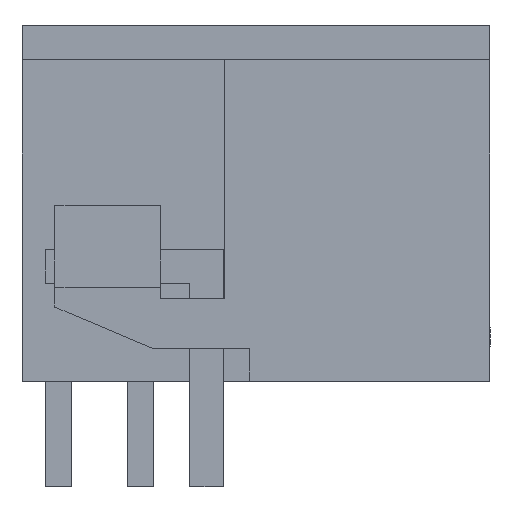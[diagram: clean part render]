
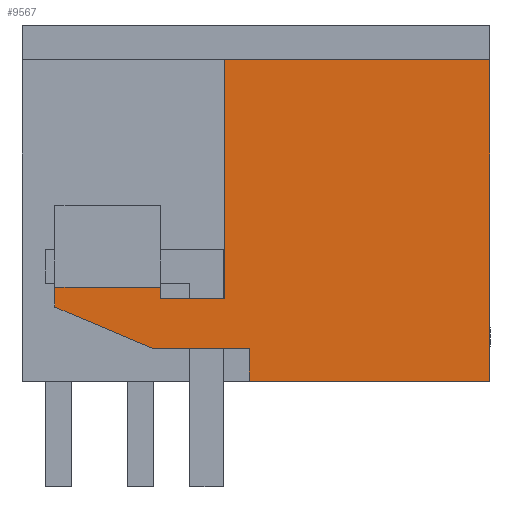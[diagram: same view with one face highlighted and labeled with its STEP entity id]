
A CAD part, left-side view. The second image highlights one B-rep face of the part: STEP entity #9567.
In plain terms, the highlighted planar face has unit normal (-1, 0, 0).
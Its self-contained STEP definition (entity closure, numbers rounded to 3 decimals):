
#9505=AXIS2_PLACEMENT_3D('Plane Axis2P3D',#9502,#9503,#9504) ;
#5101=CARTESIAN_POINT('Vertex',(0.,0.,12.95)) ;
#5104=CARTESIAN_POINT('Line Origine',(0.,0.,8.075)) ;
#5108=CARTESIAN_POINT('Vertex',(0.,0.,3.2)) ;
#8998=CARTESIAN_POINT('Line Origine',(0.,3.65,3.2)) ;
#9002=CARTESIAN_POINT('Vertex',(0.,7.3,3.2)) ;
#9145=CARTESIAN_POINT('Vertex',(0.,8.05,12.95)) ;
#9148=CARTESIAN_POINT('Line Origine',(0.,4.025,12.95)) ;
#9486=CARTESIAN_POINT('Vertex',(0.,7.3,4.197)) ;
#9489=CARTESIAN_POINT('Line Origine',(0.,7.3,3.698)) ;
#9502=CARTESIAN_POINT('Axis2P3D Location',(0.,0.,12.95)) ;
#9507=CARTESIAN_POINT('Line Origine',(0.,8.05,9.325)) ;
#9511=CARTESIAN_POINT('Vertex',(0.,8.05,5.7)) ;
#9514=CARTESIAN_POINT('Line Origine',(0.,9.025,5.7)) ;
#9518=CARTESIAN_POINT('Vertex',(0.,10.,5.7)) ;
#9521=CARTESIAN_POINT('Line Origine',(0.,10.,5.875)) ;
#9525=CARTESIAN_POINT('Vertex',(0.,10.,6.05)) ;
#9528=CARTESIAN_POINT('Line Origine',(0.,11.6,6.05)) ;
#9532=CARTESIAN_POINT('Vertex',(0.,13.2,6.05)) ;
#9535=CARTESIAN_POINT('Line Origine',(0.,13.2,5.75)) ;
#9539=CARTESIAN_POINT('Vertex',(0.,13.2,5.45)) ;
#9542=CARTESIAN_POINT('Line Origine',(0.,11.721,4.823)) ;
#9546=CARTESIAN_POINT('Vertex',(0.,10.242,4.197)) ;
#9549=CARTESIAN_POINT('Line Origine',(0.,8.771,4.197)) ;
#5105=DIRECTION('Vector Direction',(0.,0.,-1.)) ;
#8999=DIRECTION('Vector Direction',(0.,1.,0.)) ;
#9149=DIRECTION('Vector Direction',(0.,1.,0.)) ;
#9490=DIRECTION('Vector Direction',(0.,0.,-1.)) ;
#9503=DIRECTION('Axis2P3D Direction',(1.,0.,0.)) ;
#9504=DIRECTION('Axis2P3D XDirection',(0.,0.,-1.)) ;
#9508=DIRECTION('Vector Direction',(0.,0.,1.)) ;
#9515=DIRECTION('Vector Direction',(0.,-1.,0.)) ;
#9522=DIRECTION('Vector Direction',(0.,0.,1.)) ;
#9529=DIRECTION('Vector Direction',(0.,1.,0.)) ;
#9536=DIRECTION('Vector Direction',(0.,0.,-1.)) ;
#9543=DIRECTION('Vector Direction',(0.,0.921,0.39)) ;
#9550=DIRECTION('Vector Direction',(0.,-1.,0.)) ;
#5106=VECTOR('Line Direction',#5105,1.) ;
#9000=VECTOR('Line Direction',#8999,1.) ;
#9150=VECTOR('Line Direction',#9149,1.) ;
#9491=VECTOR('Line Direction',#9490,1.) ;
#9509=VECTOR('Line Direction',#9508,1.) ;
#9516=VECTOR('Line Direction',#9515,1.) ;
#9523=VECTOR('Line Direction',#9522,1.) ;
#9530=VECTOR('Line Direction',#9529,1.) ;
#9537=VECTOR('Line Direction',#9536,1.) ;
#9544=VECTOR('Line Direction',#9543,1.) ;
#9551=VECTOR('Line Direction',#9550,1.) ;
#9555=ORIENTED_EDGE('',*,*,#9513,.F.) ;
#9556=ORIENTED_EDGE('',*,*,#9520,.F.) ;
#9557=ORIENTED_EDGE('',*,*,#9527,.F.) ;
#9558=ORIENTED_EDGE('',*,*,#9534,.F.) ;
#9559=ORIENTED_EDGE('',*,*,#9541,.F.) ;
#9560=ORIENTED_EDGE('',*,*,#9548,.F.) ;
#9561=ORIENTED_EDGE('',*,*,#9553,.F.) ;
#9562=ORIENTED_EDGE('',*,*,#9493,.F.) ;
#9563=ORIENTED_EDGE('',*,*,#9004,.F.) ;
#9564=ORIENTED_EDGE('',*,*,#5110,.F.) ;
#9565=ORIENTED_EDGE('',*,*,#9152,.T.) ;
#9567=ADVANCED_FACE('HOUSING',(#9566),#9506,.F.) ;
#5110=EDGE_CURVE('',#5102,#5109,#5107,.T.) ;
#9004=EDGE_CURVE('',#5109,#9003,#9001,.T.) ;
#9152=EDGE_CURVE('',#5102,#9146,#9151,.T.) ;
#9493=EDGE_CURVE('',#9003,#9487,#9492,.F.) ;
#9513=EDGE_CURVE('',#9512,#9146,#9510,.T.) ;
#9520=EDGE_CURVE('',#9519,#9512,#9517,.T.) ;
#9527=EDGE_CURVE('',#9526,#9519,#9524,.F.) ;
#9534=EDGE_CURVE('',#9533,#9526,#9531,.F.) ;
#9541=EDGE_CURVE('',#9540,#9533,#9538,.F.) ;
#9548=EDGE_CURVE('',#9547,#9540,#9545,.T.) ;
#9553=EDGE_CURVE('',#9487,#9547,#9552,.F.) ;
#9554=EDGE_LOOP('',(#9555,#9556,#9557,#9558,#9559,#9560,#9561,#9562,#9563,#9564,#9565)) ;
#9566=FACE_OUTER_BOUND('',#9554,.T.) ;
#5107=LINE('Line',#5104,#5106) ;
#9001=LINE('Line',#8998,#9000) ;
#9151=LINE('Line',#9148,#9150) ;
#9492=LINE('Line',#9489,#9491) ;
#9510=LINE('Line',#9507,#9509) ;
#9517=LINE('Line',#9514,#9516) ;
#9524=LINE('Line',#9521,#9523) ;
#9531=LINE('Line',#9528,#9530) ;
#9538=LINE('Line',#9535,#9537) ;
#9545=LINE('Line',#9542,#9544) ;
#9552=LINE('Line',#9549,#9551) ;
#9506=PLANE('',#9505) ;
#5102=VERTEX_POINT('',#5101) ;
#5109=VERTEX_POINT('',#5108) ;
#9003=VERTEX_POINT('',#9002) ;
#9146=VERTEX_POINT('',#9145) ;
#9487=VERTEX_POINT('',#9486) ;
#9512=VERTEX_POINT('',#9511) ;
#9519=VERTEX_POINT('',#9518) ;
#9526=VERTEX_POINT('',#9525) ;
#9533=VERTEX_POINT('',#9532) ;
#9540=VERTEX_POINT('',#9539) ;
#9547=VERTEX_POINT('',#9546) ;
